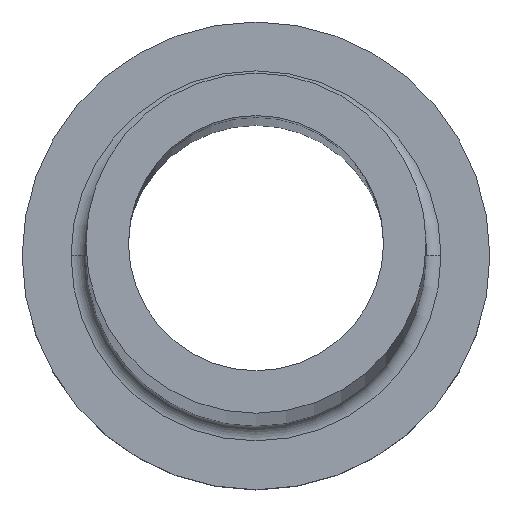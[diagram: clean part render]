
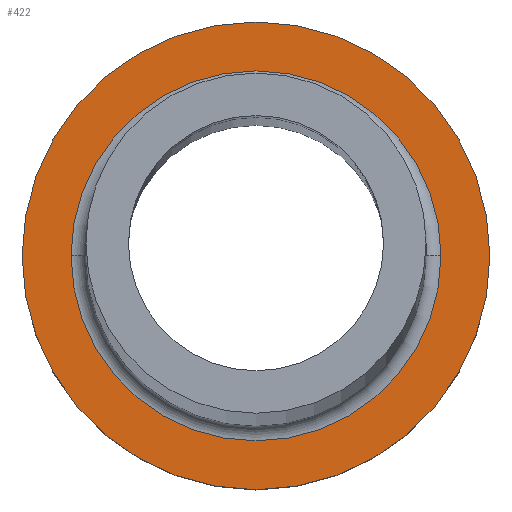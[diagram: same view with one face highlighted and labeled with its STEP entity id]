
A CAD part, top view. The second image highlights one B-rep face of the part: STEP entity #422.
In plain terms, the highlighted planar face has unit normal (0, 0, 1).
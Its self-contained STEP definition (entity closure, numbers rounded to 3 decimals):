
#4 = VERTEX_POINT ( 'NONE', #107 ) ;
#16 = DIRECTION ( 'NONE',  ( 1., 0., 0. ) ) ;
#55 = DIRECTION ( 'NONE',  ( 0., 0., 1. ) ) ;
#72 = DIRECTION ( 'NONE',  ( 0., 0., 1. ) ) ;
#94 = CARTESIAN_POINT ( 'NONE',  ( -8.7, 0., 7. ) ) ;
#107 = CARTESIAN_POINT ( 'NONE',  ( 11., 0., 7. ) ) ;
#128 = EDGE_CURVE ( 'NONE', #331, #255, #374, .T. ) ;
#137 = EDGE_LOOP ( 'NONE', ( #352, #449 ) ) ;
#143 = CARTESIAN_POINT ( 'NONE',  ( 8.7, 0., 7. ) ) ;
#148 = PLANE ( 'NONE',  #242 ) ;
#161 = CARTESIAN_POINT ( 'NONE',  ( 0., 0., 7. ) ) ;
#171 = CIRCLE ( 'NONE', #199, 8.7 ) ;
#199 = AXIS2_PLACEMENT_3D ( 'NONE', #161, #414, #273 ) ;
#210 = EDGE_CURVE ( 'NONE', #4, #428, #451, .T. ) ;
#223 = DIRECTION ( 'NONE',  ( 1., 0., 0. ) ) ;
#225 = DIRECTION ( 'NONE',  ( 0., 0., -1. ) ) ;
#226 = AXIS2_PLACEMENT_3D ( 'NONE', #333, #72, #399 ) ;
#231 = EDGE_CURVE ( 'NONE', #255, #331, #171, .T. ) ;
#242 = AXIS2_PLACEMENT_3D ( 'NONE', #291, #394, #250 ) ;
#250 = DIRECTION ( 'NONE',  ( 1., 0., 0. ) ) ;
#253 = FACE_BOUND ( 'NONE', #137, .T. ) ;
#255 = VERTEX_POINT ( 'NONE', #94 ) ;
#267 = AXIS2_PLACEMENT_3D ( 'NONE', #268, #225, #223 ) ;
#268 = CARTESIAN_POINT ( 'NONE',  ( 0., 0., 7. ) ) ;
#273 = DIRECTION ( 'NONE',  ( 1., 0., 0. ) ) ;
#279 = ORIENTED_EDGE ( 'NONE', *, *, #210, .T. ) ;
#291 = CARTESIAN_POINT ( 'NONE',  ( 0., 0., 7. ) ) ;
#298 = EDGE_LOOP ( 'NONE', ( #459, #279 ) ) ;
#324 = FACE_OUTER_BOUND ( 'NONE', #298, .T. ) ;
#331 = VERTEX_POINT ( 'NONE', #143 ) ;
#333 = CARTESIAN_POINT ( 'NONE',  ( 0., 0., 7. ) ) ;
#344 = CIRCLE ( 'NONE', #226, 11. ) ;
#351 = AXIS2_PLACEMENT_3D ( 'NONE', #371, #55, #16 ) ;
#352 = ORIENTED_EDGE ( 'NONE', *, *, #128, .T. ) ;
#371 = CARTESIAN_POINT ( 'NONE',  ( 0., 0., 7. ) ) ;
#374 = CIRCLE ( 'NONE', #267, 8.7 ) ;
#394 = DIRECTION ( 'NONE',  ( 0., 0., 1. ) ) ;
#399 = DIRECTION ( 'NONE',  ( 1., 0., 0. ) ) ;
#408 = EDGE_CURVE ( 'NONE', #428, #4, #344, .T. ) ;
#414 = DIRECTION ( 'NONE',  ( 0., 0., -1. ) ) ;
#422 = ADVANCED_FACE ( 'NONE', ( #253, #324 ), #148, .T. ) ;
#428 = VERTEX_POINT ( 'NONE', #430 ) ;
#430 = CARTESIAN_POINT ( 'NONE',  ( -11., 0., 7. ) ) ;
#449 = ORIENTED_EDGE ( 'NONE', *, *, #231, .T. ) ;
#451 = CIRCLE ( 'NONE', #351, 11. ) ;
#459 = ORIENTED_EDGE ( 'NONE', *, *, #408, .T. ) ;
